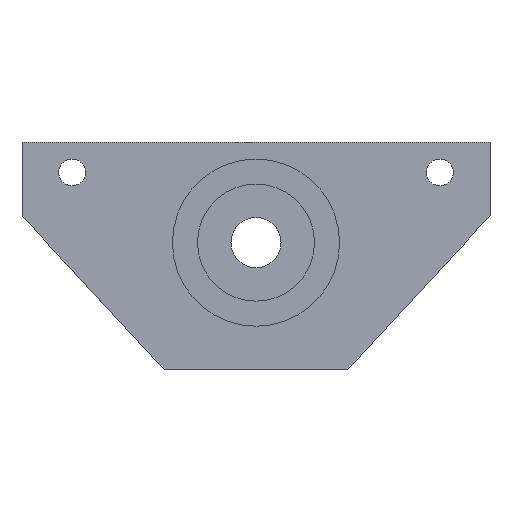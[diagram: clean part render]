
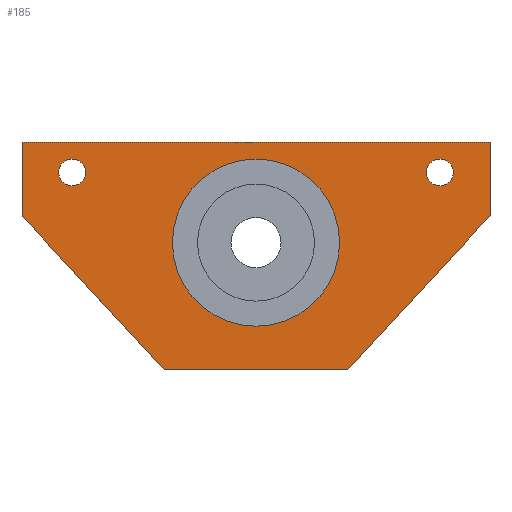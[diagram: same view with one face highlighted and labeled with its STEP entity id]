
A CAD part, front view. The second image highlights one B-rep face of the part: STEP entity #185.
In plain terms, the highlighted planar face has unit normal (0, -1, 0).
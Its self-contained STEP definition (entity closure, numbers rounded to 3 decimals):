
#24 = VERTEX_POINT('',#25);
#25 = CARTESIAN_POINT('',(0.,-10.,22.));
#31 = EDGE_CURVE('',#24,#32,#34,.T.);
#32 = VERTEX_POINT('',#33);
#33 = CARTESIAN_POINT('',(0.,-10.,0.));
#34 = LINE('',#35,#36);
#35 = CARTESIAN_POINT('',(0.,-10.,22.));
#36 = VECTOR('',#37,1.);
#37 = DIRECTION('',(0.,0.,-1.));
#64 = VERTEX_POINT('',#65);
#65 = CARTESIAN_POINT('',(140.,-10.,22.));
#71 = EDGE_CURVE('',#64,#24,#72,.T.);
#72 = LINE('',#73,#74);
#73 = CARTESIAN_POINT('',(140.,-10.,22.));
#74 = VECTOR('',#75,1.);
#75 = DIRECTION('',(-1.,0.,0.));
#93 = EDGE_CURVE('',#32,#94,#96,.T.);
#94 = VERTEX_POINT('',#95);
#95 = CARTESIAN_POINT('',(42.5,-10.,-46.));
#96 = LINE('',#97,#98);
#97 = CARTESIAN_POINT('',(0.,-10.,0.));
#98 = VECTOR('',#99,1.);
#99 = DIRECTION('',(0.679,0.,-0.734)
  );
#185 = ADVANCED_FACE('',(#186,#213,#224,#235),#246,.F.);
#186 = FACE_BOUND('',#187,.F.);
#187 = EDGE_LOOP('',(#188,#189,#190,#198,#206,#212));
#188 = ORIENTED_EDGE('',*,*,#31,.F.);
#189 = ORIENTED_EDGE('',*,*,#71,.F.);
#190 = ORIENTED_EDGE('',*,*,#191,.F.);
#191 = EDGE_CURVE('',#192,#64,#194,.T.);
#192 = VERTEX_POINT('',#193);
#193 = CARTESIAN_POINT('',(140.,-10.,0.));
#194 = LINE('',#195,#196);
#195 = CARTESIAN_POINT('',(140.,-10.,0.));
#196 = VECTOR('',#197,1.);
#197 = DIRECTION('',(0.,0.,1.));
#198 = ORIENTED_EDGE('',*,*,#199,.F.);
#199 = EDGE_CURVE('',#200,#192,#202,.T.);
#200 = VERTEX_POINT('',#201);
#201 = CARTESIAN_POINT('',(97.5,-10.,-46.));
#202 = LINE('',#203,#204);
#203 = CARTESIAN_POINT('',(97.5,-10.,-46.));
#204 = VECTOR('',#205,1.);
#205 = DIRECTION('',(0.679,0.,0.734));
#206 = ORIENTED_EDGE('',*,*,#207,.F.);
#207 = EDGE_CURVE('',#94,#200,#208,.T.);
#208 = LINE('',#209,#210);
#209 = CARTESIAN_POINT('',(42.5,-10.,-46.));
#210 = VECTOR('',#211,1.);
#211 = DIRECTION('',(1.,0.,0.));
#212 = ORIENTED_EDGE('',*,*,#93,.F.);
#213 = FACE_BOUND('',#214,.F.);
#214 = EDGE_LOOP('',(#215));
#215 = ORIENTED_EDGE('',*,*,#216,.T.);
#216 = EDGE_CURVE('',#217,#217,#219,.T.);
#217 = VERTEX_POINT('',#218);
#218 = CARTESIAN_POINT('',(95.,-10.,-8.));
#219 = CIRCLE('',#220,25.);
#220 = AXIS2_PLACEMENT_3D('',#221,#222,#223);
#221 = CARTESIAN_POINT('',(70.,-10.,-8.));
#222 = DIRECTION('',(0.,-1.,0.));
#223 = DIRECTION('',(1.,0.,0.));
#224 = FACE_BOUND('',#225,.F.);
#225 = EDGE_LOOP('',(#226));
#226 = ORIENTED_EDGE('',*,*,#227,.T.);
#227 = EDGE_CURVE('',#228,#228,#230,.T.);
#228 = VERTEX_POINT('',#229);
#229 = CARTESIAN_POINT('',(19.,-10.,13.));
#230 = CIRCLE('',#231,4.);
#231 = AXIS2_PLACEMENT_3D('',#232,#233,#234);
#232 = CARTESIAN_POINT('',(15.,-10.,13.));
#233 = DIRECTION('',(0.,-1.,0.));
#234 = DIRECTION('',(1.,0.,0.));
#235 = FACE_BOUND('',#236,.F.);
#236 = EDGE_LOOP('',(#237));
#237 = ORIENTED_EDGE('',*,*,#238,.T.);
#238 = EDGE_CURVE('',#239,#239,#241,.T.);
#239 = VERTEX_POINT('',#240);
#240 = CARTESIAN_POINT('',(129.,-10.,13.));
#241 = CIRCLE('',#242,4.);
#242 = AXIS2_PLACEMENT_3D('',#243,#244,#245);
#243 = CARTESIAN_POINT('',(125.,-10.,13.));
#244 = DIRECTION('',(0.,-1.,0.));
#245 = DIRECTION('',(1.,0.,0.));
#246 = PLANE('',#247);
#247 = AXIS2_PLACEMENT_3D('',#248,#249,#250);
#248 = CARTESIAN_POINT('',(70.,-10.,-3.638));
#249 = DIRECTION('',(0.,1.,0.));
#250 = DIRECTION('',(0.,0.,1.));
